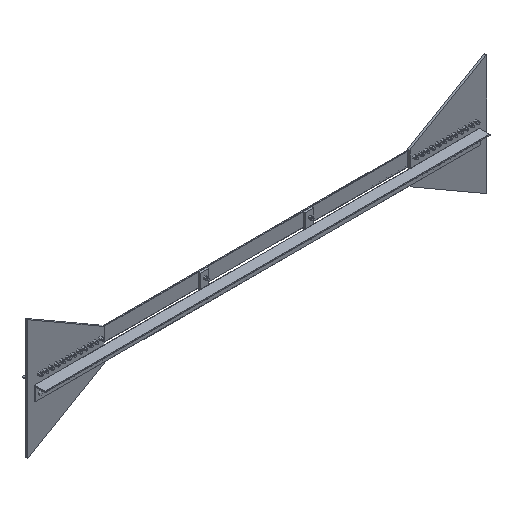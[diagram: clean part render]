
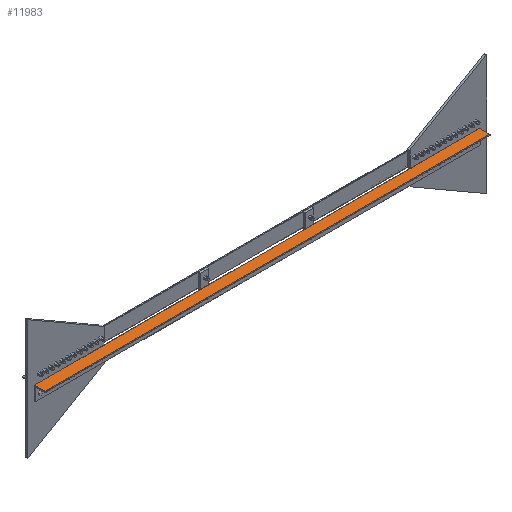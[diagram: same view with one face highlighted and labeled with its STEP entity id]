
A CAD part, isometric view. The second image highlights one B-rep face of the part: STEP entity #11983.
In plain terms, the highlighted planar face has unit normal (0, 0, 1).
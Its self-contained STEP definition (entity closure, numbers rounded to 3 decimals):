
#731 = CYLINDRICAL_SURFACE('',#732,0.471);
#732 = AXIS2_PLACEMENT_3D('',#733,#734,#735);
#733 = CARTESIAN_POINT('',(-500.,-0.471,-0.471));
#734 = DIRECTION('',(1.,0.,0.));
#735 = DIRECTION('',(-0.,1.,0.));
#3392 = VERTEX_POINT('',#3393);
#3393 = CARTESIAN_POINT('',(-499.529,-0.471,
    0.));
#3420 = EDGE_CURVE('',#3392,#3421,#3423,.T.);
#3421 = VERTEX_POINT('',#3422);
#3422 = CARTESIAN_POINT('',(2699.529,-0.471,
    0.));
#3423 = SURFACE_CURVE('',#3424,(#3428,#3435),.PCURVE_S1.);
#3424 = LINE('',#3425,#3426);
#3425 = CARTESIAN_POINT('',(-500.,-0.471,0.));
#3426 = VECTOR('',#3427,1.);
#3427 = DIRECTION('',(1.,0.,0.));
#3428 = PCURVE('',#731,#3429);
#3429 = DEFINITIONAL_REPRESENTATION('',(#3430),#3434);
#3430 = LINE('',#3431,#3432);
#3431 = CARTESIAN_POINT('',(1.571,0.));
#3432 = VECTOR('',#3433,1.);
#3433 = DIRECTION('',(0.,1.));
#3434 = ( GEOMETRIC_REPRESENTATION_CONTEXT(2) 
PARAMETRIC_REPRESENTATION_CONTEXT() REPRESENTATION_CONTEXT('2D SPACE',''
  ) );
#3435 = PCURVE('',#3436,#3441);
#3436 = PLANE('',#3437);
#3437 = AXIS2_PLACEMENT_3D('',#3438,#3439,#3440);
#3438 = CARTESIAN_POINT('',(-500.,-75.,0.));
#3439 = DIRECTION('',(0.,0.,1.));
#3440 = DIRECTION('',(0.,1.,0.));
#3441 = DEFINITIONAL_REPRESENTATION('',(#3442),#3446);
#3442 = LINE('',#3443,#3444);
#3443 = CARTESIAN_POINT('',(74.529,0.));
#3444 = VECTOR('',#3445,1.);
#3445 = DIRECTION('',(0.,-1.));
#3446 = ( GEOMETRIC_REPRESENTATION_CONTEXT(2) 
PARAMETRIC_REPRESENTATION_CONTEXT() REPRESENTATION_CONTEXT('2D SPACE',''
  ) );
#11756 = CYLINDRICAL_SURFACE('',#11757,0.471);
#11757 = AXIS2_PLACEMENT_3D('',#11758,#11759,#11760);
#11758 = CARTESIAN_POINT('',(2699.529,-75.,-0.471));
#11759 = DIRECTION('',(0.,1.,0.));
#11760 = DIRECTION('',(0.,-0.,1.));
#11972 = CYLINDRICAL_SURFACE('',#11973,0.471);
#11973 = AXIS2_PLACEMENT_3D('',#11974,#11975,#11976);
#11974 = CARTESIAN_POINT('',(-499.529,-75.,-0.471));
#11975 = DIRECTION('',(0.,1.,0.));
#11976 = DIRECTION('',(0.,-0.,1.));
#11983 = ADVANCED_FACE('',(#11984,#12059),#3436,.T.);
#11984 = FACE_BOUND('',#11985,.T.);
#11985 = EDGE_LOOP('',(#11986,#11987,#12010,#12038));
#11986 = ORIENTED_EDGE('',*,*,#3420,.F.);
#11987 = ORIENTED_EDGE('',*,*,#11988,.F.);
#11988 = EDGE_CURVE('',#11989,#3392,#11991,.T.);
#11989 = VERTEX_POINT('',#11990);
#11990 = CARTESIAN_POINT('',(-499.529,-74.529,
    0.));
#11991 = SURFACE_CURVE('',#11992,(#11996,#12003),.PCURVE_S1.);
#11992 = LINE('',#11993,#11994);
#11993 = CARTESIAN_POINT('',(-499.529,-75.,0.));
#11994 = VECTOR('',#11995,1.);
#11995 = DIRECTION('',(0.,1.,0.));
#11996 = PCURVE('',#3436,#11997);
#11997 = DEFINITIONAL_REPRESENTATION('',(#11998),#12002);
#11998 = LINE('',#11999,#12000);
#11999 = CARTESIAN_POINT('',(0.,-0.471));
#12000 = VECTOR('',#12001,1.);
#12001 = DIRECTION('',(1.,0.));
#12002 = ( GEOMETRIC_REPRESENTATION_CONTEXT(2) 
PARAMETRIC_REPRESENTATION_CONTEXT() REPRESENTATION_CONTEXT('2D SPACE',''
  ) );
#12003 = PCURVE('',#11972,#12004);
#12004 = DEFINITIONAL_REPRESENTATION('',(#12005),#12009);
#12005 = LINE('',#12006,#12007);
#12006 = CARTESIAN_POINT('',(-0.,0.));
#12007 = VECTOR('',#12008,1.);
#12008 = DIRECTION('',(-0.,1.));
#12009 = ( GEOMETRIC_REPRESENTATION_CONTEXT(2) 
PARAMETRIC_REPRESENTATION_CONTEXT() REPRESENTATION_CONTEXT('2D SPACE',''
  ) );
#12010 = ORIENTED_EDGE('',*,*,#12011,.T.);
#12011 = EDGE_CURVE('',#11989,#12012,#12014,.T.);
#12012 = VERTEX_POINT('',#12013);
#12013 = CARTESIAN_POINT('',(2699.529,-74.529,
    0.));
#12014 = SURFACE_CURVE('',#12015,(#12019,#12026),.PCURVE_S1.);
#12015 = LINE('',#12016,#12017);
#12016 = CARTESIAN_POINT('',(-500.,-74.529,0.));
#12017 = VECTOR('',#12018,1.);
#12018 = DIRECTION('',(1.,0.,0.));
#12019 = PCURVE('',#3436,#12020);
#12020 = DEFINITIONAL_REPRESENTATION('',(#12021),#12025);
#12021 = LINE('',#12022,#12023);
#12022 = CARTESIAN_POINT('',(0.471,0.));
#12023 = VECTOR('',#12024,1.);
#12024 = DIRECTION('',(0.,-1.));
#12025 = ( GEOMETRIC_REPRESENTATION_CONTEXT(2) 
PARAMETRIC_REPRESENTATION_CONTEXT() REPRESENTATION_CONTEXT('2D SPACE',''
  ) );
#12026 = PCURVE('',#12027,#12032);
#12027 = CYLINDRICAL_SURFACE('',#12028,0.471);
#12028 = AXIS2_PLACEMENT_3D('',#12029,#12030,#12031);
#12029 = CARTESIAN_POINT('',(-500.,-74.529,-0.471));
#12030 = DIRECTION('',(1.,0.,0.));
#12031 = DIRECTION('',(0.,-1.,0.));
#12032 = DEFINITIONAL_REPRESENTATION('',(#12033),#12037);
#12033 = LINE('',#12034,#12035);
#12034 = CARTESIAN_POINT('',(-1.571,0.));
#12035 = VECTOR('',#12036,1.);
#12036 = DIRECTION('',(-0.,1.));
#12037 = ( GEOMETRIC_REPRESENTATION_CONTEXT(2) 
PARAMETRIC_REPRESENTATION_CONTEXT() REPRESENTATION_CONTEXT('2D SPACE',''
  ) );
#12038 = ORIENTED_EDGE('',*,*,#12039,.T.);
#12039 = EDGE_CURVE('',#12012,#3421,#12040,.T.);
#12040 = SURFACE_CURVE('',#12041,(#12045,#12052),.PCURVE_S1.);
#12041 = LINE('',#12042,#12043);
#12042 = CARTESIAN_POINT('',(2699.529,-75.,0.)
  );
#12043 = VECTOR('',#12044,1.);
#12044 = DIRECTION('',(0.,1.,0.));
#12045 = PCURVE('',#3436,#12046);
#12046 = DEFINITIONAL_REPRESENTATION('',(#12047),#12051);
#12047 = LINE('',#12048,#12049);
#12048 = CARTESIAN_POINT('',(0.,-3199.529));
#12049 = VECTOR('',#12050,1.);
#12050 = DIRECTION('',(1.,0.));
#12051 = ( GEOMETRIC_REPRESENTATION_CONTEXT(2) 
PARAMETRIC_REPRESENTATION_CONTEXT() REPRESENTATION_CONTEXT('2D SPACE',''
  ) );
#12052 = PCURVE('',#11756,#12053);
#12053 = DEFINITIONAL_REPRESENTATION('',(#12054),#12058);
#12054 = LINE('',#12055,#12056);
#12055 = CARTESIAN_POINT('',(0.,0.));
#12056 = VECTOR('',#12057,1.);
#12057 = DIRECTION('',(0.,1.));
#12058 = ( GEOMETRIC_REPRESENTATION_CONTEXT(2) 
PARAMETRIC_REPRESENTATION_CONTEXT() REPRESENTATION_CONTEXT('2D SPACE',''
  ) );
#12059 = FACE_BOUND('',#12060,.T.);
#12060 = EDGE_LOOP('',(#12061));
#12061 = ORIENTED_EDGE('',*,*,#12062,.F.);
#12062 = EDGE_CURVE('',#12063,#12063,#12065,.T.);
#12063 = VERTEX_POINT('',#12064);
#12064 = CARTESIAN_POINT('',(2200.1,-8.,0.));
#12065 = SURFACE_CURVE('',#12066,(#12071,#12078),.PCURVE_S1.);
#12066 = CIRCLE('',#12067,0.1);
#12067 = AXIS2_PLACEMENT_3D('',#12068,#12069,#12070);
#12068 = CARTESIAN_POINT('',(2200.,-8.,0.));
#12069 = DIRECTION('',(0.,0.,1.));
#12070 = DIRECTION('',(1.,0.,-0.));
#12071 = PCURVE('',#3436,#12072);
#12072 = DEFINITIONAL_REPRESENTATION('',(#12073),#12077);
#12073 = CIRCLE('',#12074,0.1);
#12074 = AXIS2_PLACEMENT_2D('',#12075,#12076);
#12075 = CARTESIAN_POINT('',(67.,-2700.));
#12076 = DIRECTION('',(0.,-1.));
#12077 = ( GEOMETRIC_REPRESENTATION_CONTEXT(2) 
PARAMETRIC_REPRESENTATION_CONTEXT() REPRESENTATION_CONTEXT('2D SPACE',''
  ) );
#12078 = PCURVE('',#12079,#12084);
#12079 = SPHERICAL_SURFACE('',#12080,0.1);
#12080 = AXIS2_PLACEMENT_3D('',#12081,#12082,#12083);
#12081 = CARTESIAN_POINT('',(2200.,-8.,0.));
#12082 = DIRECTION('',(0.,0.,1.));
#12083 = DIRECTION('',(1.,0.,-0.));
#12084 = DEFINITIONAL_REPRESENTATION('',(#12085),#12089);
#12085 = LINE('',#12086,#12087);
#12086 = CARTESIAN_POINT('',(0.,0.));
#12087 = VECTOR('',#12088,1.);
#12088 = DIRECTION('',(1.,0.));
#12089 = ( GEOMETRIC_REPRESENTATION_CONTEXT(2) 
PARAMETRIC_REPRESENTATION_CONTEXT() REPRESENTATION_CONTEXT('2D SPACE',''
  ) );
